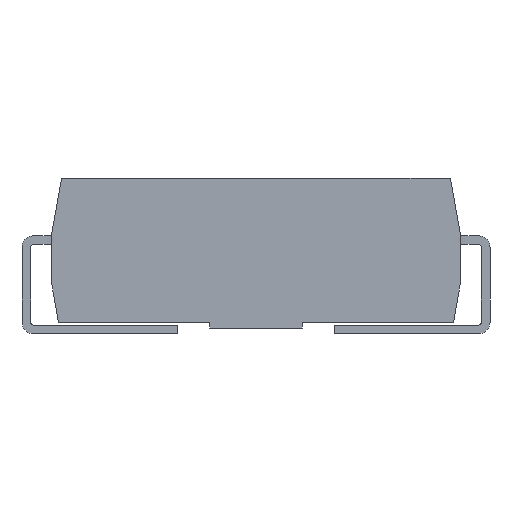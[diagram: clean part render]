
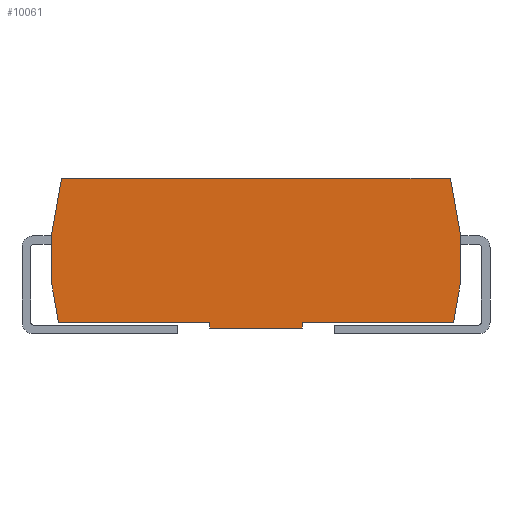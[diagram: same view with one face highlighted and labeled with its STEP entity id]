
A CAD part, front view. The second image highlights one B-rep face of the part: STEP entity #10061.
In plain terms, the highlighted planar face has unit normal (0, -1, 0).
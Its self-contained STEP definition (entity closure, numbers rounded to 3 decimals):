
#2179 = FACE_OUTER_BOUND ( 'NONE', #10058, .T. ) ;
#2186 = CARTESIAN_POINT ( 'NONE',  ( -3.55, -3.1, 1.7 ) ) ;
#2187 = DIRECTION ( 'NONE',  ( 0., 0., -1. ) ) ;
#2188 = VECTOR ( 'NONE', #2187, 1000. ) ;
#2189 = CARTESIAN_POINT ( 'NONE',  ( -3.55, -3.1, 2.7 ) ) ;
#2190 = LINE ( 'NONE', #2189, #2188 ) ;
#2213 = CARTESIAN_POINT ( 'NONE',  ( 3.374, -3.1, 2.69 ) ) ;
#2214 = CARTESIAN_POINT ( 'NONE',  ( 2.374, -3.1, 2.69 ) ) ;
#2215 = DIRECTION ( 'NONE',  ( 1., 0., 0. ) ) ;
#2216 = VECTOR ( 'NONE', #2215, 1000. ) ;
#2217 = CARTESIAN_POINT ( 'NONE',  ( 2.374, -3.1, 2.69 ) ) ;
#2218 = LINE ( 'NONE', #2217, #2216 ) ;
#2219 = DIRECTION ( 'NONE',  ( 0., 0., 1. ) ) ;
#2220 = DIRECTION ( 'NONE',  ( 0., 1., 0. ) ) ;
#2221 = CARTESIAN_POINT ( 'NONE',  ( -3.55, -3.1, 2.7 ) ) ;
#2222 = AXIS2_PLACEMENT_3D ( 'NONE', #2221, #2220, #2219 ) ;
#2223 = PLANE ( 'NONE',  #2222 ) ;
#2243 = CARTESIAN_POINT ( 'NONE',  ( -3.427, -3.1, 0.2 ) ) ;
#2244 = DIRECTION ( 'NONE',  ( 0., 0., 1. ) ) ;
#2245 = VECTOR ( 'NONE', #2244, 1000. ) ;
#2246 = CARTESIAN_POINT ( 'NONE',  ( 3.374, -3.1, 2.69 ) ) ;
#2247 = LINE ( 'NONE', #2246, #2245 ) ;
#2248 = CARTESIAN_POINT ( 'NONE',  ( 3.374, -3.1, 2.7 ) ) ;
#2249 = DIRECTION ( 'NONE',  ( -0.174, 0., 0.985 ) ) ;
#2250 = VECTOR ( 'NONE', #2249, 1000. ) ;
#2251 = CARTESIAN_POINT ( 'NONE',  ( 3.374, -3.1, 2.7 ) ) ;
#2252 = LINE ( 'NONE', #2251, #2250 ) ;
#2263 = CARTESIAN_POINT ( 'NONE',  ( 3.55, -3.1, 0.9 ) ) ;
#2264 = CARTESIAN_POINT ( 'NONE',  ( 3.427, -3.1, 0.2 ) ) ;
#2265 = DIRECTION ( 'NONE',  ( 0.174, 0., 0.985 ) ) ;
#2266 = VECTOR ( 'NONE', #2265, 1000. ) ;
#2267 = CARTESIAN_POINT ( 'NONE',  ( 3.55, -3.1, 0.9 ) ) ;
#2268 = LINE ( 'NONE', #2267, #2266 ) ;
#2307 = CARTESIAN_POINT ( 'NONE',  ( -3.55, -3.1, 0.9 ) ) ;
#2367 = CARTESIAN_POINT ( 'NONE',  ( 0.8, -3.1, 0.2 ) ) ;
#2368 = DIRECTION ( 'NONE',  ( 0., 0., -1. ) ) ;
#2369 = VECTOR ( 'NONE', #2368, 1000. ) ;
#2370 = CARTESIAN_POINT ( 'NONE',  ( 0.8, -3.1, 0.2 ) ) ;
#2371 = LINE ( 'NONE', #2370, #2369 ) ;
#2390 = DIRECTION ( 'NONE',  ( -1., 0., 0. ) ) ;
#2391 = VECTOR ( 'NONE', #2390, 1000. ) ;
#2392 = CARTESIAN_POINT ( 'NONE',  ( -3.55, -3.1, 0.2 ) ) ;
#2396 = LINE ( 'NONE', #2392, #2391 ) ;
#2405 = DIRECTION ( 'NONE',  ( -0.174, 0., -0.985 ) ) ;
#2406 = VECTOR ( 'NONE', #2405, 1000. ) ;
#2407 = CARTESIAN_POINT ( 'NONE',  ( -3.374, -3.1, 2.7 ) ) ;
#2408 = LINE ( 'NONE', #2407, #2406 ) ;
#2437 = DIRECTION ( 'NONE',  ( 1., 0., 0. ) ) ;
#2438 = VECTOR ( 'NONE', #2437, 1000. ) ;
#2439 = CARTESIAN_POINT ( 'NONE',  ( -3.55, -3.1, 0.1 ) ) ;
#2441 = LINE ( 'NONE', #2439, #2438 ) ;
#2442 = DIRECTION ( 'NONE',  ( 0., 0., 1. ) ) ;
#2443 = VECTOR ( 'NONE', #2442, 1000. ) ;
#2444 = CARTESIAN_POINT ( 'NONE',  ( 2.374, -3.1, 2.69 ) ) ;
#2445 = LINE ( 'NONE', #2444, #2443 ) ;
#2451 = DIRECTION ( 'NONE',  ( 0.174, 0., -0.985 ) ) ;
#2452 = VECTOR ( 'NONE', #2451, 1000. ) ;
#2453 = CARTESIAN_POINT ( 'NONE',  ( -3.55, -3.1, 0.9 ) ) ;
#2454 = LINE ( 'NONE', #2453, #2452 ) ;
#2465 = CARTESIAN_POINT ( 'NONE',  ( 3.55, -3.1, 1.7 ) ) ;
#2466 = DIRECTION ( 'NONE',  ( 0., 0., -1. ) ) ;
#2467 = VECTOR ( 'NONE', #2466, 1000. ) ;
#2468 = CARTESIAN_POINT ( 'NONE',  ( 3.55, -3.1, 2.7 ) ) ;
#2469 = LINE ( 'NONE', #2468, #2467 ) ;
#2470 = DIRECTION ( 'NONE',  ( -1., 0., 0. ) ) ;
#2471 = VECTOR ( 'NONE', #2470, 1000. ) ;
#2472 = CARTESIAN_POINT ( 'NONE',  ( 3.55, -3.1, 0.2 ) ) ;
#2473 = LINE ( 'NONE', #2472, #2471 ) ;
#2474 = CARTESIAN_POINT ( 'NONE',  ( -0.8, -3.1, 0.2 ) ) ;
#2576 = DIRECTION ( 'NONE',  ( 0., 0., -1. ) ) ;
#2577 = VECTOR ( 'NONE', #2576, 1000. ) ;
#2578 = CARTESIAN_POINT ( 'NONE',  ( -0.8, -3.1, 0.2 ) ) ;
#2579 = LINE ( 'NONE', #2578, #2577 ) ;
#2580 = CARTESIAN_POINT ( 'NONE',  ( 0.8, -3.1, 0.1 ) ) ;
#2587 = CARTESIAN_POINT ( 'NONE',  ( -0.8, -3.1, 0.1 ) ) ;
#9070 = VERTEX_POINT ( 'NONE', #13709 ) ;
#9074 = EDGE_CURVE ( 'NONE', #9070, #9091, #13708, .T. ) ;
#9091 = VERTEX_POINT ( 'NONE', #13682 ) ;
#10054 = EDGE_CURVE ( 'NONE', #10055, #10098, #2190, .T. ) ;
#10055 = VERTEX_POINT ( 'NONE', #2186 ) ;
#10058 = EDGE_LOOP ( 'NONE', ( #10062, #10066, #10154, #10125, #10128, #10122, #10123, #10202, #10142, #10144, #10127, #10150, #10151, #10076, #10079 ) ) ;
#10061 = ADVANCED_FACE ( 'NONE', ( #2179 ), #2223, .F. ) ;
#10062 = ORIENTED_EDGE ( 'NONE', *, *, #10063, .F. ) ;
#10063 = EDGE_CURVE ( 'NONE', #10064, #10065, #2218, .T. ) ;
#10064 = VERTEX_POINT ( 'NONE', #2214 ) ;
#10065 = VERTEX_POINT ( 'NONE', #2213 ) ;
#10066 = ORIENTED_EDGE ( 'NONE', *, *, #10141, .T. ) ;
#10076 = ORIENTED_EDGE ( 'NONE', *, *, #10077, .T. ) ;
#10077 = EDGE_CURVE ( 'NONE', #10153, #10078, #2252, .T. ) ;
#10078 = VERTEX_POINT ( 'NONE', #2248 ) ;
#10079 = ORIENTED_EDGE ( 'NONE', *, *, #10080, .F. ) ;
#10080 = EDGE_CURVE ( 'NONE', #10065, #10078, #2247, .T. ) ;
#10081 = VERTEX_POINT ( 'NONE', #2243 ) ;
#10086 = EDGE_CURVE ( 'NONE', #10087, #10088, #2268, .T. ) ;
#10087 = VERTEX_POINT ( 'NONE', #2264 ) ;
#10088 = VERTEX_POINT ( 'NONE', #2263 ) ;
#10098 = VERTEX_POINT ( 'NONE', #2307 ) ;
#10122 = ORIENTED_EDGE ( 'NONE', *, *, #10161, .T. ) ;
#10123 = ORIENTED_EDGE ( 'NONE', *, *, #10124, .F. ) ;
#10124 = EDGE_CURVE ( 'NONE', #10148, #10081, #2396, .T. ) ;
#10125 = ORIENTED_EDGE ( 'NONE', *, *, #10134, .T. ) ;
#10126 = EDGE_CURVE ( 'NONE', #10129, #10201, #2371, .T. ) ;
#10127 = ORIENTED_EDGE ( 'NONE', *, *, #10149, .F. ) ;
#10128 = ORIENTED_EDGE ( 'NONE', *, *, #10054, .T. ) ;
#10129 = VERTEX_POINT ( 'NONE', #2367 ) ;
#10134 = EDGE_CURVE ( 'NONE', #9070, #10055, #2408, .T. ) ;
#10141 = EDGE_CURVE ( 'NONE', #10064, #9091, #2445, .T. ) ;
#10142 = ORIENTED_EDGE ( 'NONE', *, *, #10143, .T. ) ;
#10143 = EDGE_CURVE ( 'NONE', #10195, #10201, #2441, .T. ) ;
#10144 = ORIENTED_EDGE ( 'NONE', *, *, #10126, .F. ) ;
#10148 = VERTEX_POINT ( 'NONE', #2474 ) ;
#10149 = EDGE_CURVE ( 'NONE', #10087, #10129, #2473, .T. ) ;
#10150 = ORIENTED_EDGE ( 'NONE', *, *, #10086, .T. ) ;
#10151 = ORIENTED_EDGE ( 'NONE', *, *, #10152, .F. ) ;
#10152 = EDGE_CURVE ( 'NONE', #10153, #10088, #2469, .T. ) ;
#10153 = VERTEX_POINT ( 'NONE', #2465 ) ;
#10154 = ORIENTED_EDGE ( 'NONE', *, *, #9074, .F. ) ;
#10161 = EDGE_CURVE ( 'NONE', #10098, #10081, #2454, .T. ) ;
#10195 = VERTEX_POINT ( 'NONE', #2587 ) ;
#10201 = VERTEX_POINT ( 'NONE', #2580 ) ;
#10202 = ORIENTED_EDGE ( 'NONE', *, *, #10203, .T. ) ;
#10203 = EDGE_CURVE ( 'NONE', #10148, #10195, #2579, .T. ) ;
#13682 = CARTESIAN_POINT ( 'NONE',  ( 2.374, -3.1, 2.7 ) ) ;
#13705 = DIRECTION ( 'NONE',  ( 1., 0., 0. ) ) ;
#13706 = VECTOR ( 'NONE', #13705, 1000. ) ;
#13707 = CARTESIAN_POINT ( 'NONE',  ( -3.55, -3.1, 2.7 ) ) ;
#13708 = LINE ( 'NONE', #13707, #13706 ) ;
#13709 = CARTESIAN_POINT ( 'NONE',  ( -3.374, -3.1, 2.7 ) ) ;
